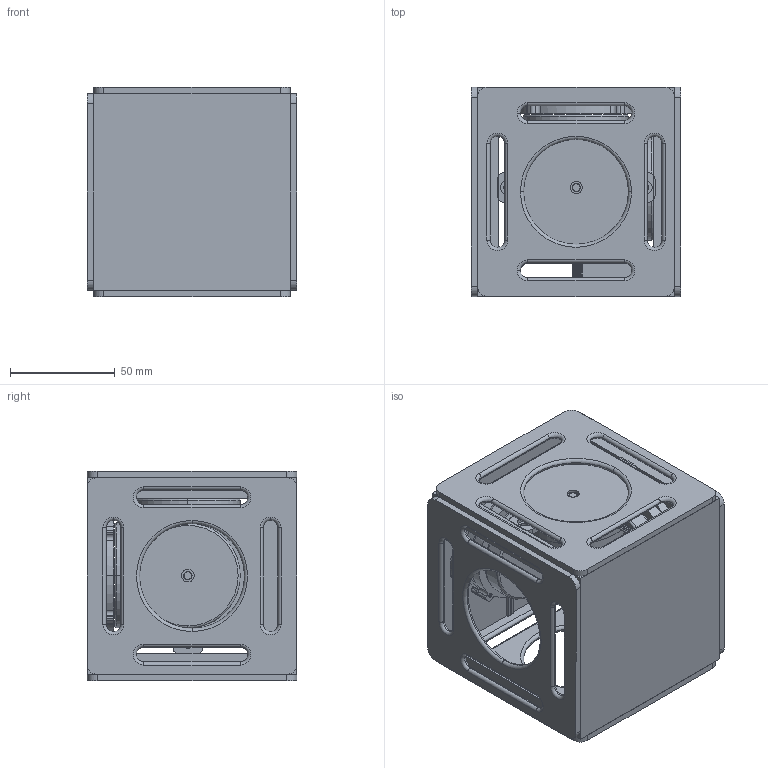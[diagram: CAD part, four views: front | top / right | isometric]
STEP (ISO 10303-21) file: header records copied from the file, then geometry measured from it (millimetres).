
FILE_DESCRIPTION (( 'STEP AP203' ), '1' );
FILE_NAME ('Prelim_Design_1.STEP', '2025-10-28T03:18:56', ( '' ), ( '' ), 'SwSTEP 2.0', 'SolidWorks 2024', '' );
FILE_SCHEMA (( 'CONFIG_CONTROL_DESIGN' ));
Length unit declared in the file: centimetre
Products named in the file (8): Prelim_Design_1; 3S 1100mAh Battery; CubeSat_SCREW; CubeSat_BEAM; CubeSat_PANEL; FLY_WHEEL; CubeSat_TOP; CubeSat_PLATE
Assembly tree (18 placements, depth 2):
  Prelim_Design_1
    CubeSat_BEAM  x4
    CubeSat_PLATE
    CubeSat_TOP
    CubeSat_PANEL  x4
    CubeSat_SCREW  x4
    FLY_WHEEL  x3
    3S 1100mAh Battery
Bounding box: 100 x 100 x 100 mm (x, y, z)
Volume: 336468.8 mm3; surface area: 176442.1 mm2
Topology: 21 solids, 21 shells, 1885 faces, 4914 edges, 3212 vertices
Faces by surface type: cylinder 1058, plane 643, torus 108, bspline 48, sphere 16, cone 12
Entity records: 25351 total; most frequent: CARTESIAN_POINT 8439, ORIENTED_EDGE 3384, DIRECTION 3262, EDGE_CURVE 1692, AXIS2_PLACEMENT_3D 1223, VERTEX_POINT 1100, LINE 816, VECTOR 816
